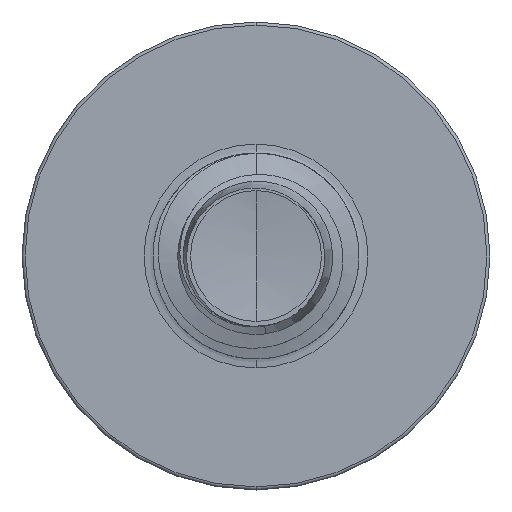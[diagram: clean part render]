
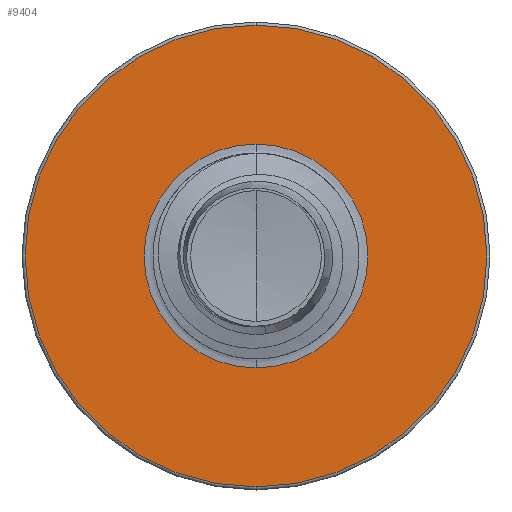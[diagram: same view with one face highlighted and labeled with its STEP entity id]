
A CAD part, front view. The second image highlights one B-rep face of the part: STEP entity #9404.
In plain terms, the highlighted planar face has unit normal (0, -1, 0).
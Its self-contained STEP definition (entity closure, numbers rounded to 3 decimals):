
#505 = DIRECTION ( 'NONE',  ( 0., 0., 1. ) ) ;
#518 = DIRECTION ( 'NONE',  ( 0., 1., 0. ) ) ;
#537 = CARTESIAN_POINT ( 'NONE',  ( 0., 4., 0. ) ) ;
#1283 = FACE_OUTER_BOUND ( 'NONE', #5299, .T. ) ;
#1577 = AXIS2_PLACEMENT_3D ( 'NONE', #10085, #10078, #10063 ) ;
#1907 = CIRCLE ( 'NONE', #2810, 1.196 ) ;
#2810 = AXIS2_PLACEMENT_3D ( 'NONE', #5520, #5499, #5461 ) ;
#3118 = EDGE_CURVE ( 'NONE', #9759, #15553, #14529, .T. ) ;
#3642 = DIRECTION ( 'NONE',  ( 0., 0., 1. ) ) ;
#3646 = AXIS2_PLACEMENT_3D ( 'NONE', #537, #518, #505 ) ;
#3674 = DIRECTION ( 'NONE',  ( 0., 1., 0. ) ) ;
#3678 = CARTESIAN_POINT ( 'NONE',  ( 0., 4., 0. ) ) ;
#5299 = EDGE_LOOP ( 'NONE', ( #13129, #12974 ) ) ;
#5461 = DIRECTION ( 'NONE',  ( 0., 0., 1. ) ) ;
#5499 = DIRECTION ( 'NONE',  ( 0., 1., 0. ) ) ;
#5520 = CARTESIAN_POINT ( 'NONE',  ( 0., 4., 0. ) ) ;
#5933 = CARTESIAN_POINT ( 'NONE',  ( 0., 4., -2.467 ) ) ;
#5941 = EDGE_CURVE ( 'NONE', #15553, #9759, #12803, .T. ) ;
#6665 = CARTESIAN_POINT ( 'NONE',  ( 0., 4., 1.196 ) ) ;
#7500 = CARTESIAN_POINT ( 'NONE',  ( 0., 4., -1.196 ) ) ;
#7995 = AXIS2_PLACEMENT_3D ( 'NONE', #12107, #11083, #11056 ) ;
#9404 = ADVANCED_FACE ( 'NONE', ( #1283, #13552 ), #11227, .F. ) ;
#9759 = VERTEX_POINT ( 'NONE', #5933 ) ;
#10063 = DIRECTION ( 'NONE',  ( 0., 0., 1. ) ) ;
#10078 = DIRECTION ( 'NONE',  ( 0., 1., 0. ) ) ;
#10085 = CARTESIAN_POINT ( 'NONE',  ( 0., 4., 0. ) ) ;
#11056 = DIRECTION ( 'NONE',  ( 0., 0., 1. ) ) ;
#11083 = DIRECTION ( 'NONE',  ( 0., 1., 0. ) ) ;
#11199 = CARTESIAN_POINT ( 'NONE',  ( 0., 4., 2.467 ) ) ;
#11227 = PLANE ( 'NONE',  #7995 ) ;
#11405 = VERTEX_POINT ( 'NONE', #7500 ) ;
#11502 = CIRCLE ( 'NONE', #1577, 1.196 ) ;
#11551 = EDGE_CURVE ( 'NONE', #13070, #11405, #1907, .T. ) ;
#12107 = CARTESIAN_POINT ( 'NONE',  ( 0., 4., -1.196 ) ) ;
#12803 = CIRCLE ( 'NONE', #3646, 2.467 ) ;
#12974 = ORIENTED_EDGE ( 'NONE', *, *, #3118, .F. ) ;
#13029 = EDGE_LOOP ( 'NONE', ( #15668, #15595 ) ) ;
#13070 = VERTEX_POINT ( 'NONE', #6665 ) ;
#13129 = ORIENTED_EDGE ( 'NONE', *, *, #5941, .F. ) ;
#13552 = FACE_BOUND ( 'NONE', #13029, .T. ) ;
#13920 = EDGE_CURVE ( 'NONE', #11405, #13070, #11502, .T. ) ;
#14205 = AXIS2_PLACEMENT_3D ( 'NONE', #3678, #3674, #3642 ) ;
#14529 = CIRCLE ( 'NONE', #14205, 2.467 ) ;
#15553 = VERTEX_POINT ( 'NONE', #11199 ) ;
#15595 = ORIENTED_EDGE ( 'NONE', *, *, #13920, .T. ) ;
#15668 = ORIENTED_EDGE ( 'NONE', *, *, #11551, .T. ) ;
